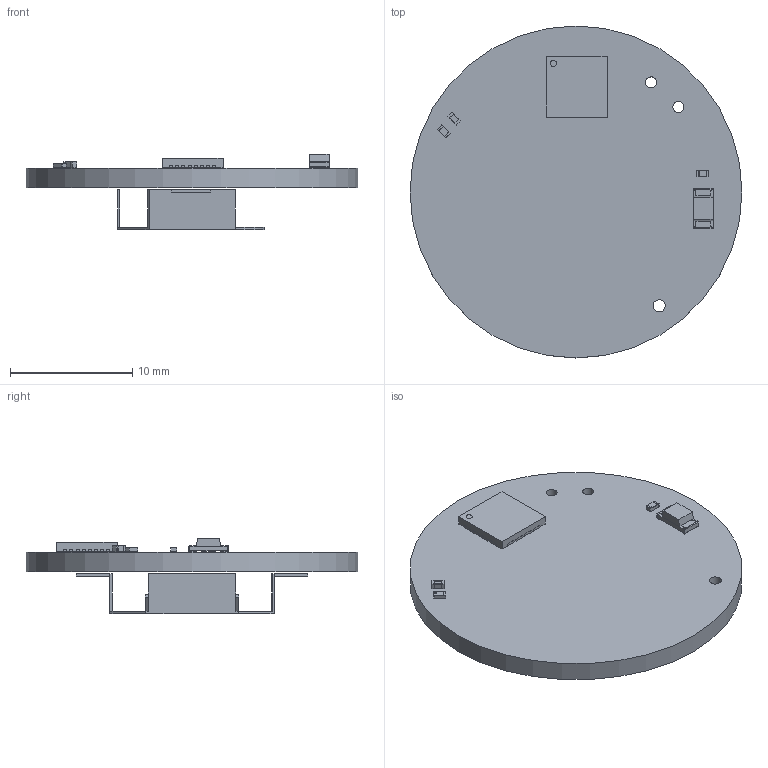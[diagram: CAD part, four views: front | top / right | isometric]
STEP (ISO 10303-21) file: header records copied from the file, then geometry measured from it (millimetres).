
FILE_DESCRIPTION(('KiCad electronic assembly'),'2;1');
FILE_NAME('Minimized Transmitter.step','2020-10-05T09:52:37',( 'An Author'),('A Company'),'Open CASCADE STEP processor 7.3', 'KiCad to STEP converter','Unknown');
FILE_SCHEMA(('AUTOMOTIVE_DESIGN { 1 0 10303 214 1 1 1 1 }'));
Length unit declared in the file: millimetre
Products named in the file (12): Open CASCADE STEP translator 7.3 1; QFN-32-1EP_5x5mm_P0.5mm_EP3.45x3.45mm; SOLID; R_0402_1005Metric; BatteryHolder_Keystone_3000_1x12mm; COMPOUND; LED_1206_3216Metric; C_0402_1005Metric
Assembly tree (12 placements, depth 3):
  Open CASCADE STEP translator 7.3 1
    QFN-32-1EP_5x5mm_P0.5mm_EP3.45x3.45mm
      SOLID
    R_0402_1005Metric  x2
      SOLID
    BatteryHolder_Keystone_3000_1x12mm
      COMPOUND
    LED_1206_3216Metric
      SOLID
    C_0402_1005Metric
      SOLID
    COMPOUND
Bounding box: 27.12 x 27.12 x 6.18 mm (x, y, z)
Volume: 985.2 mm3; surface area: 1825.7 mm2
Topology: 8 solids, 8 shells, 424 faces, 1187 edges, 784 vertices
Faces by surface type: plane 340, cylinder 84
Full cylindrical faces by diameter (mm): 0.5 x1, 0.9 x2, 1 x1, 1.19 x2, 27.122 x1
Entity records: 30593 total; most frequent: CARTESIAN_POINT 5186, DIRECTION 4222, LINE 3045, VECTOR 3045, ORIENTED_EDGE 2238, PCURVE 2238, DEFINITIONAL_REPRESENTATION 2238, EDGE_CURVE 1119
